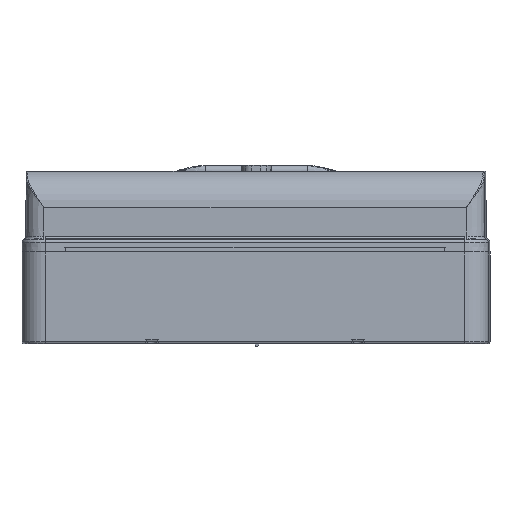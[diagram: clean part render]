
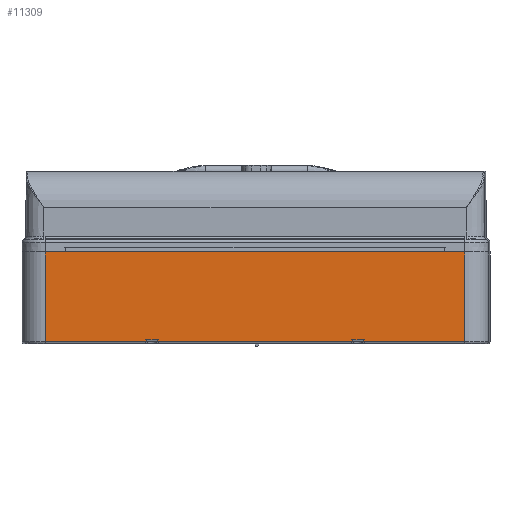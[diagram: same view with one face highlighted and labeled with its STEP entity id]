
A CAD part, front view. The second image highlights one B-rep face of the part: STEP entity #11309.
In plain terms, the highlighted planar face has unit normal (-0.003, -1, 0).
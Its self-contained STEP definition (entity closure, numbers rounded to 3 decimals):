
#356=DIRECTION('',(1.,0.,0.));
#357=VECTOR('',#356,132.828);
#358=CARTESIAN_POINT('',(-66.414,-330.,1.5));
#359=LINE('',#358,#357);
#364=DIRECTION('',(1.,0.,0.));
#365=VECTOR('',#364,288.);
#366=CARTESIAN_POINT('',(-144.,-330.,63.));
#367=LINE('',#366,#365);
#568=DIRECTION('',(0.,0.,1.));
#569=VECTOR('',#568,61.5);
#570=CARTESIAN_POINT('',(144.,-330.,1.5));
#571=LINE('',#570,#569);
#576=DIRECTION('',(1.,0.,0.));
#577=VECTOR('',#576,68.986);
#578=CARTESIAN_POINT('',(75.014,-330.,1.5));
#579=LINE('',#578,#577);
#613=DIRECTION('',(0.,0.,-1.));
#614=VECTOR('',#613,1.3);
#615=CARTESIAN_POINT('',(75.014,-330.,2.8));
#616=LINE('',#615,#614);
#617=DIRECTION('',(1.,0.,0.));
#618=VECTOR('',#617,8.6);
#619=CARTESIAN_POINT('',(66.414,-330.,2.8));
#620=LINE('',#619,#618);
#714=DIRECTION('',(0.,0.,1.));
#715=VECTOR('',#714,1.3);
#716=CARTESIAN_POINT('',(66.414,-330.,1.5));
#717=LINE('',#716,#715);
#722=DIRECTION('',(0.,0.,1.));
#723=VECTOR('',#722,61.5);
#724=CARTESIAN_POINT('',(-144.,-330.,1.5));
#725=LINE('',#724,#723);
#741=DIRECTION('',(-1.,0.,0.));
#742=VECTOR('',#741,68.986);
#743=CARTESIAN_POINT('',(-75.014,-330.,1.5));
#744=LINE('',#743,#742);
#778=DIRECTION('',(0.,0.,-1.));
#779=VECTOR('',#778,1.3);
#780=CARTESIAN_POINT('',(-75.014,-330.,2.8));
#781=LINE('',#780,#779);
#782=DIRECTION('',(-1.,0.,0.));
#783=VECTOR('',#782,8.6);
#784=CARTESIAN_POINT('',(-66.414,-330.,2.8));
#785=LINE('',#784,#783);
#814=DIRECTION('',(0.,0.,1.));
#815=VECTOR('',#814,1.3);
#816=CARTESIAN_POINT('',(-66.414,-330.,1.5));
#817=LINE('',#816,#815);
#8524=CARTESIAN_POINT('',(-144.,-330.,63.));
#8525=VERTEX_POINT('',#8524);
#8568=CARTESIAN_POINT('',(-144.,-330.,1.5));
#8569=VERTEX_POINT('',#8568);
#8570=CARTESIAN_POINT('',(-75.014,-330.,2.8));
#8571=CARTESIAN_POINT('',(-75.014,-330.,1.5));
#8572=VERTEX_POINT('',#8570);
#8573=VERTEX_POINT('',#8571);
#8574=CARTESIAN_POINT('',(-66.414,-330.,2.8));
#8575=VERTEX_POINT('',#8574);
#8576=CARTESIAN_POINT('',(-66.414,-330.,1.5));
#8577=VERTEX_POINT('',#8576);
#9672=CARTESIAN_POINT('',(144.,-330.,63.));
#9673=VERTEX_POINT('',#9672);
#9716=CARTESIAN_POINT('',(144.,-330.,1.5));
#9717=VERTEX_POINT('',#9716);
#9718=CARTESIAN_POINT('',(75.014,-330.,2.8));
#9719=CARTESIAN_POINT('',(75.014,-330.,1.5));
#9720=VERTEX_POINT('',#9718);
#9721=VERTEX_POINT('',#9719);
#9722=CARTESIAN_POINT('',(66.414,-330.,2.8));
#9723=VERTEX_POINT('',#9722);
#9724=CARTESIAN_POINT('',(66.414,-330.,1.5));
#9725=VERTEX_POINT('',#9724);
#11279=CARTESIAN_POINT('',(-144.,-330.,0.));
#11280=DIRECTION('',(0.,-1.,0.));
#11281=DIRECTION('',(1.,0.,0.));
#11282=AXIS2_PLACEMENT_3D('',#11279,#11280,#11281);
#11283=PLANE('',#11282);
#11285=ORIENTED_EDGE('',*,*,#11284,.T.);
#11287=ORIENTED_EDGE('',*,*,#11286,.F.);
#11289=ORIENTED_EDGE('',*,*,#11288,.F.);
#11291=ORIENTED_EDGE('',*,*,#11290,.F.);
#11293=ORIENTED_EDGE('',*,*,#11292,.F.);
#11295=ORIENTED_EDGE('',*,*,#11294,.F.);
#11296=ORIENTED_EDGE('',*,*,#11269,.F.);
#11298=ORIENTED_EDGE('',*,*,#11297,.T.);
#11300=ORIENTED_EDGE('',*,*,#11299,.T.);
#11302=ORIENTED_EDGE('',*,*,#11301,.T.);
#11304=ORIENTED_EDGE('',*,*,#11303,.T.);
#11306=ORIENTED_EDGE('',*,*,#11305,.T.);
#11307=EDGE_LOOP('',(#11285,#11287,#11289,#11291,#11293,#11295,#11296,#11298,
#11300,#11302,#11304,#11306));
#11308=FACE_OUTER_BOUND('',#11307,.F.);
#11309=ADVANCED_FACE('',(#11308),#11283,.T.);
#11269=EDGE_CURVE('',#8577,#9725,#359,.T.);
#11284=EDGE_CURVE('',#8525,#9673,#367,.T.);
#11286=EDGE_CURVE('',#9717,#9673,#571,.T.);
#11288=EDGE_CURVE('',#9721,#9717,#579,.T.);
#11290=EDGE_CURVE('',#9720,#9721,#616,.T.);
#11292=EDGE_CURVE('',#9723,#9720,#620,.T.);
#11294=EDGE_CURVE('',#9725,#9723,#717,.T.);
#11297=EDGE_CURVE('',#8577,#8575,#817,.T.);
#11299=EDGE_CURVE('',#8575,#8572,#785,.T.);
#11301=EDGE_CURVE('',#8572,#8573,#781,.T.);
#11303=EDGE_CURVE('',#8573,#8569,#744,.T.);
#11305=EDGE_CURVE('',#8569,#8525,#725,.T.);
